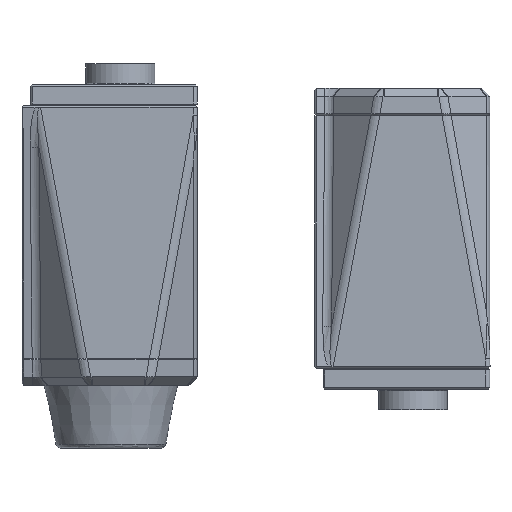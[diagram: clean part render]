
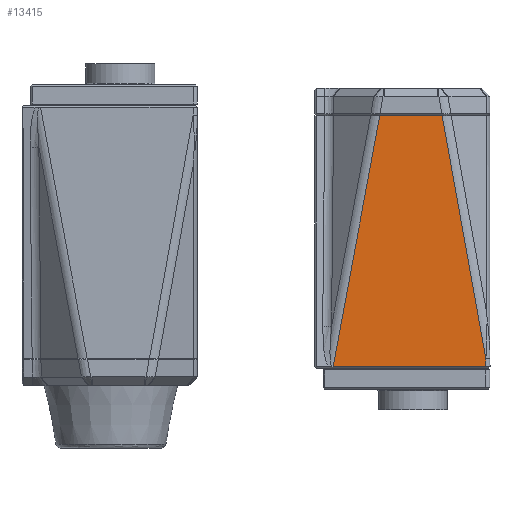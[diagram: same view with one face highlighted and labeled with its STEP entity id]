
A CAD part, front view. The second image highlights one B-rep face of the part: STEP entity #13415.
In plain terms, the highlighted planar face has unit normal (0, -1, 0).
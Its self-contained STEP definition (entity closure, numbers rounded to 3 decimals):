
#936=PLANE('',#14252);
#1520=FACE_OUTER_BOUND('',#2335,.T.);
#2335=EDGE_LOOP('',(#10095,#10096,#10097,#10098,#10099));
#2994=LINE('',#18103,#4280);
#3288=LINE('',#20483,#4574);
#3308=LINE('',#20812,#4594);
#3309=LINE('',#20814,#4595);
#3310=LINE('',#20815,#4596);
#4280=VECTOR('',#15025,10.);
#4574=VECTOR('',#15589,10.);
#4594=VECTOR('',#15673,1.);
#4595=VECTOR('',#15676,10.);
#4596=VECTOR('',#15677,10.);
#5816=VERTEX_POINT('',#18100);
#5817=VERTEX_POINT('',#18102);
#6115=VERTEX_POINT('',#20473);
#6117=VERTEX_POINT('',#20479);
#6132=VERTEX_POINT('',#20804);
#7086=EDGE_CURVE('',#5817,#5816,#2994,.T.);
#7542=EDGE_CURVE('',#6115,#6117,#3288,.T.);
#7583=EDGE_CURVE('',#6132,#6115,#3308,.T.);
#7584=EDGE_CURVE('',#5817,#6132,#3309,.T.);
#7585=EDGE_CURVE('',#6117,#5816,#3310,.T.);
#10095=ORIENTED_EDGE('',*,*,#7542,.F.);
#10096=ORIENTED_EDGE('',*,*,#7583,.F.);
#10097=ORIENTED_EDGE('',*,*,#7584,.F.);
#10098=ORIENTED_EDGE('',*,*,#7086,.T.);
#10099=ORIENTED_EDGE('',*,*,#7585,.F.);
#13415=ADVANCED_FACE('',(#1520),#936,.F.);
#14252=AXIS2_PLACEMENT_3D('',#20813,#15674,#15675);
#15025=DIRECTION('',(-1.,0.,0.));
#15589=DIRECTION('',(-1.,0.,0.));
#15673=DIRECTION('',(0.,0.,-1.));
#15674=DIRECTION('center_axis',(0.,1.,0.));
#15675=DIRECTION('ref_axis',(0.,0.,1.));
#15676=DIRECTION('',(0.177,0.,-0.984));
#15677=DIRECTION('',(0.183,0.,0.983));
#18100=CARTESIAN_POINT('',(223.597,-250.,65.5));
#18102=CARTESIAN_POINT('',(238.524,-250.,65.5));
#18103=CARTESIAN_POINT('',(239.5,-250.,65.5));
#20473=CARTESIAN_POINT('',(249.,-250.,5.4));
#20479=CARTESIAN_POINT('',(212.432,-250.,5.4));
#20483=CARTESIAN_POINT('',(241.511,-250.,5.4));
#20804=CARTESIAN_POINT('',(249.,-250.,7.233));
#20812=CARTESIAN_POINT('',(249.,-250.,5.));
#20813=CARTESIAN_POINT('Origin',(250.,-250.,5.));
#20814=CARTESIAN_POINT('',(243.992,-250.,35.087));
#20815=CARTESIAN_POINT('',(218.584,-250.,38.514));
